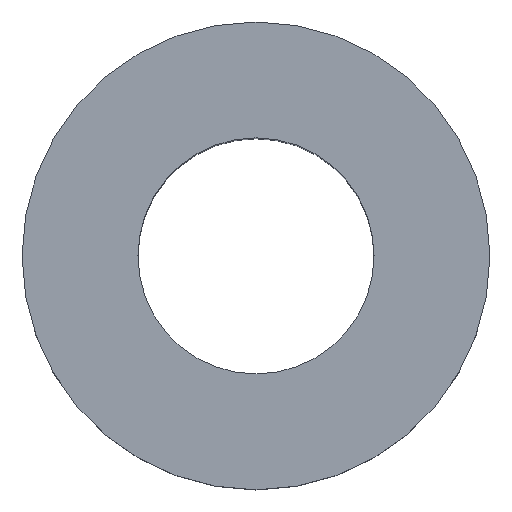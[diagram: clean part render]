
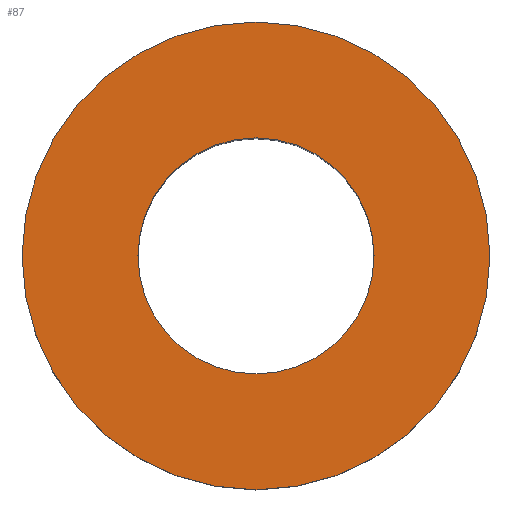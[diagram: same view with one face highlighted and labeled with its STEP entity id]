
A CAD part, top view. The second image highlights one B-rep face of the part: STEP entity #87.
In plain terms, the highlighted planar face has unit normal (0, 0, 1).
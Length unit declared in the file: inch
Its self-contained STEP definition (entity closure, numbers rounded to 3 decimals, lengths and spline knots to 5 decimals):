
#17=PLANE('',#101);
#23=FACE_BOUND('',#40,.T.);
#29=FACE_OUTER_BOUND('',#39,.T.);
#39=EDGE_LOOP('',(#69));
#40=EDGE_LOOP('',(#70));
#45=CIRCLE('',#95,0.09843);
#47=CIRCLE('',#98,0.195);
#51=VERTEX_POINT('',#136);
#53=VERTEX_POINT('',#141);
#57=EDGE_CURVE('',#51,#51,#45,.T.);
#59=EDGE_CURVE('',#53,#53,#47,.T.);
#69=ORIENTED_EDGE('',*,*,#59,.T.);
#70=ORIENTED_EDGE('',*,*,#57,.F.);
#87=ADVANCED_FACE('',(#29,#23),#17,.T.);
#95=AXIS2_PLACEMENT_3D('',#137,#113,#114);
#98=AXIS2_PLACEMENT_3D('',#142,#119,#120);
#101=AXIS2_PLACEMENT_3D('',#146,#125,#126);
#113=DIRECTION('center_axis',(0.,0.,1.));
#114=DIRECTION('ref_axis',(1.,0.,0.));
#119=DIRECTION('center_axis',(0.,0.,1.));
#120=DIRECTION('ref_axis',(1.,0.,0.));
#125=DIRECTION('center_axis',(0.,0.,1.));
#126=DIRECTION('ref_axis',(1.,0.,0.));
#136=CARTESIAN_POINT('',(-0.09843,0.,0.08));
#137=CARTESIAN_POINT('Origin',(0.,0.,0.08));
#141=CARTESIAN_POINT('',(-0.195,0.,0.08));
#142=CARTESIAN_POINT('Origin',(0.,0.,0.08));
#146=CARTESIAN_POINT('Origin',(0.,0.,0.08));
